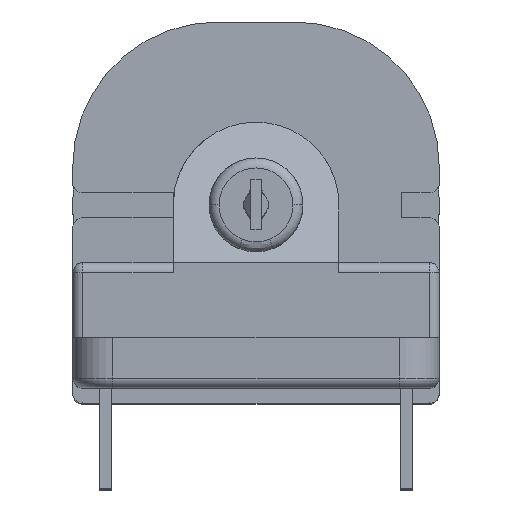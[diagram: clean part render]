
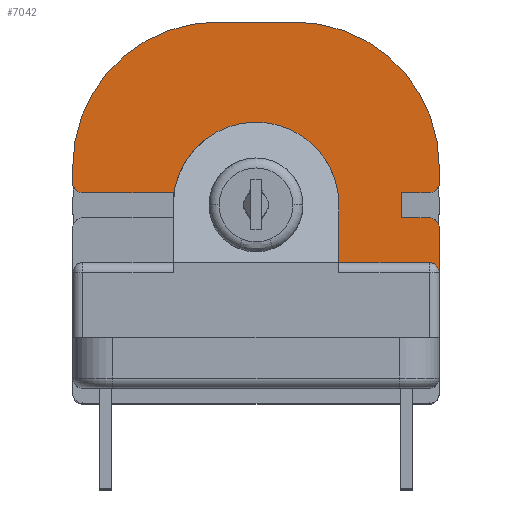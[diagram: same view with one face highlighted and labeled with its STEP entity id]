
A CAD part, top view. The second image highlights one B-rep face of the part: STEP entity #7042.
In plain terms, the highlighted planar face has unit normal (0, 0, 1).
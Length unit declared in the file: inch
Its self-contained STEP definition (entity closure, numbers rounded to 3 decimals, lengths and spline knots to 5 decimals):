
#174 = CARTESIAN_POINT ( 'NONE',  ( -0.365, 0.045, 0.9 ) ) ;
#177 = CARTESIAN_POINT ( 'NONE',  ( 0.077, 0.365, 0.9 ) ) ;
#180 = CARTESIAN_POINT ( 'NONE',  ( -0.365, 0.077, 0.9 ) ) ;
#182 = CARTESIAN_POINT ( 'NONE',  ( 0.365, 0.045, 0.9 ) ) ;
#185 = CARTESIAN_POINT ( 'NONE',  ( -0.077, 0.365, 0.9 ) ) ;
#195 = CARTESIAN_POINT ( 'NONE',  ( 0.365, -0.135, 0.9 ) ) ;
#203 = CARTESIAN_POINT ( 'NONE',  ( 0.365, 0.077, 0.9 ) ) ;
#209 = CARTESIAN_POINT ( 'NONE',  ( -0.345, 0.025, 0.9 ) ) ;
#310 = CARTESIAN_POINT ( 'NONE',  ( 0.29, -0.025, 0.9 ) ) ;
#312 = CARTESIAN_POINT ( 'NONE',  ( 0.29, 0.025, 0.9 ) ) ;
#371 = CARTESIAN_POINT ( 'NONE',  ( 0.365, -0.045, 0.9 ) ) ;
#419 = CARTESIAN_POINT ( 'NONE',  ( 0.345, -0.025, 0.9 ) ) ;
#917 = CARTESIAN_POINT ( 'NONE',  ( 0.345, 0.025, 0.9 ) ) ;
#922 = CARTESIAN_POINT ( 'NONE',  ( -0.165, 0.025, 0.9 ) ) ;
#933 = CARTESIAN_POINT ( 'NONE',  ( 0.165, -0.115, 0.9 ) ) ;
#938 = CARTESIAN_POINT ( 'NONE',  ( -0.165, 0., 0.9 ) ) ;
#958 = CARTESIAN_POINT ( 'NONE',  ( 0.165, 0., 0.9 ) ) ;
#1034 = CARTESIAN_POINT ( 'NONE',  ( 0.345, -0.115, 0.9 ) ) ;
#1456 = DIRECTION ( 'NONE',  ( 0., 1., 0. ) ) ;
#1457 = CARTESIAN_POINT ( 'NONE',  ( 0.365, -0.025, 0.9 ) ) ;
#2012 = PLANE ( 'NONE',  #6759 ) ;
#2032 = CARTESIAN_POINT ( 'NONE',  ( 0.077, 0.077, 0.9 ) ) ;
#2078 = DIRECTION ( 'NONE',  ( 0., 0., 1. ) ) ;
#2079 = DIRECTION ( 'NONE',  ( 1., 0., 0. ) ) ;
#2267 = AXIS2_PLACEMENT_3D ( 'NONE', #4034, #4027, #4026 ) ;
#2278 = AXIS2_PLACEMENT_3D ( 'NONE', #4037, #4030, #4029 ) ;
#2285 = AXIS2_PLACEMENT_3D ( 'NONE', #4044, #4033, #4032 ) ;
#2395 = AXIS2_PLACEMENT_3D ( 'NONE', #3773, #3764, #3763 ) ;
#2417 = AXIS2_PLACEMENT_3D ( 'NONE', #4057, #4036, #4035 ) ;
#2451 = EDGE_CURVE ( 'NONE', #4989, #4986, #6065, .T. ) ;
#2711 = EDGE_CURVE ( 'NONE', #4993, #4992, #5635, .T. ) ;
#2712 = EDGE_CURVE ( 'NONE', #4987, #4980, #5664, .T. ) ;
#2714 = EDGE_CURVE ( 'NONE', #4991, #4978, #5630, .T. ) ;
#2715 = EDGE_CURVE ( 'NONE', #4670, #4987, #5626, .T. ) ;
#2716 = EDGE_CURVE ( 'NONE', #4980, #4989, #5624, .T. ) ;
#2717 = EDGE_CURVE ( 'NONE', #4663, #4662, #5619, .T. ) ;
#2718 = EDGE_CURVE ( 'NONE', #4664, #4663, #5636, .T. ) ;
#2721 = EDGE_CURVE ( 'NONE', #4978, #4669, #5631, .T. ) ;
#2723 = EDGE_CURVE ( 'NONE', #4996, #4670, #5602, .T. ) ;
#2727 = EDGE_CURVE ( 'NONE', #4669, #4662, #5588, .T. ) ;
#2729 = EDGE_CURVE ( 'NONE', #4665, #4664, #5585, .T. ) ;
#2737 = EDGE_CURVE ( 'NONE', #4986, #4988, #5549, .T. ) ;
#2823 = EDGE_CURVE ( 'NONE', #4995, #4996, #5417, .T. ) ;
#2825 = EDGE_CURVE ( 'NONE', #4665, #4982, #5403, .T. ) ;
#2851 = EDGE_CURVE ( 'NONE', #4988, #4991, #5377, .T. ) ;
#2867 = EDGE_CURVE ( 'NONE', #4992, #4995, #5289, .T. ) ;
#2985 = EDGE_CURVE ( 'NONE', #4982, #4993, #5217, .T. ) ;
#2992 = AXIS2_PLACEMENT_3D ( 'NONE', #3981, #3961, #3960 ) ;
#3014 = AXIS2_PLACEMENT_3D ( 'NONE', #4053, #4043, #4042 ) ;
#3223 = EDGE_LOOP ( 'NONE', ( #7914, #7920, #7398, #7400, #7396, #7407, #7406, #7403, #7401, #7399, #7405, #7901, #7916, #7918, #7902, #7909, #7704, #7757 ) ) ;
#3519 = DIRECTION ( 'NONE',  ( -1., 0., 0. ) ) ;
#3523 = CARTESIAN_POINT ( 'NONE',  ( 0.365, -0.025, 0.9 ) ) ;
#3646 = DIRECTION ( 'NONE',  ( 0., -1., 0. ) ) ;
#3648 = CARTESIAN_POINT ( 'NONE',  ( -0.365, 0.077, 0.9 ) ) ;
#3763 = DIRECTION ( 'NONE',  ( 1., 0., 0. ) ) ;
#3764 = DIRECTION ( 'NONE',  ( 0., 0., -1. ) ) ;
#3767 = DIRECTION ( 'NONE',  ( 0., 1., 0. ) ) ;
#3768 = CARTESIAN_POINT ( 'NONE',  ( 0.29, 0.025, 0.9 ) ) ;
#3773 = CARTESIAN_POINT ( 'NONE',  ( 0.345, -0.135, 0.9 ) ) ;
#3954 = DIRECTION ( 'NONE',  ( -1., 0., 0. ) ) ;
#3960 = DIRECTION ( 'NONE',  ( -1., 0., 0. ) ) ;
#3961 = DIRECTION ( 'NONE',  ( 0., 0., 1. ) ) ;
#3981 = CARTESIAN_POINT ( 'NONE',  ( -0.077, 0.077, 0.9 ) ) ;
#3983 = CARTESIAN_POINT ( 'NONE',  ( -0.077, 0.365, 0.9 ) ) ;
#3995 = DIRECTION ( 'NONE',  ( -1., 0., 0. ) ) ;
#3996 = CARTESIAN_POINT ( 'NONE',  ( 0.165, -0.115, 0.9 ) ) ;
#3999 = DIRECTION ( 'NONE',  ( 0., -1., 0. ) ) ;
#4000 = CARTESIAN_POINT ( 'NONE',  ( -0.165, 0.025, 0.9 ) ) ;
#4011 = DIRECTION ( 'NONE',  ( 1., 0., 0. ) ) ;
#4012 = CARTESIAN_POINT ( 'NONE',  ( 0.365, 0.025, 0.9 ) ) ;
#4015 = DIRECTION ( 'NONE',  ( 1., 0., 0. ) ) ;
#4016 = CARTESIAN_POINT ( 'NONE',  ( -0.165, 0.025, 0.9 ) ) ;
#4024 = DIRECTION ( 'NONE',  ( 0., 1., 0. ) ) ;
#4025 = CARTESIAN_POINT ( 'NONE',  ( 0.165, 0., 0.9 ) ) ;
#4026 = DIRECTION ( 'NONE',  ( 1., 0., 0. ) ) ;
#4027 = DIRECTION ( 'NONE',  ( 0., 0., 1. ) ) ;
#4029 = DIRECTION ( 'NONE',  ( 1., 0., 0. ) ) ;
#4030 = DIRECTION ( 'NONE',  ( 0., 0., 1. ) ) ;
#4032 = DIRECTION ( 'NONE',  ( 1., 0., 0. ) ) ;
#4033 = DIRECTION ( 'NONE',  ( 0., 0., 1. ) ) ;
#4034 = CARTESIAN_POINT ( 'NONE',  ( 0., 0., 0.9 ) ) ;
#4035 = DIRECTION ( 'NONE',  ( 1., 0., 0. ) ) ;
#4036 = DIRECTION ( 'NONE',  ( 0., 0., 1. ) ) ;
#4037 = CARTESIAN_POINT ( 'NONE',  ( 0.077, 0.077, 0.9 ) ) ;
#4040 = DIRECTION ( 'NONE',  ( 0., 1., 0. ) ) ;
#4041 = CARTESIAN_POINT ( 'NONE',  ( 0.365, 0.077, 0.9 ) ) ;
#4042 = DIRECTION ( 'NONE',  ( 1., 0., 0. ) ) ;
#4043 = DIRECTION ( 'NONE',  ( 0., 0., 1. ) ) ;
#4044 = CARTESIAN_POINT ( 'NONE',  ( 0.345, 0.045, 0.9 ) ) ;
#4053 = CARTESIAN_POINT ( 'NONE',  ( 0.345, -0.045, 0.9 ) ) ;
#4057 = CARTESIAN_POINT ( 'NONE',  ( -0.345, 0.045, 0.9 ) ) ;
#4662 = VERTEX_POINT ( 'NONE', #938 ) ;
#4663 = VERTEX_POINT ( 'NONE', #958 ) ;
#4664 = VERTEX_POINT ( 'NONE', #933 ) ;
#4665 = VERTEX_POINT ( 'NONE', #1034 ) ;
#4669 = VERTEX_POINT ( 'NONE', #922 ) ;
#4670 = VERTEX_POINT ( 'NONE', #917 ) ;
#4978 = VERTEX_POINT ( 'NONE', #209 ) ;
#4980 = VERTEX_POINT ( 'NONE', #203 ) ;
#4982 = VERTEX_POINT ( 'NONE', #195 ) ;
#4986 = VERTEX_POINT ( 'NONE', #185 ) ;
#4987 = VERTEX_POINT ( 'NONE', #182 ) ;
#4988 = VERTEX_POINT ( 'NONE', #180 ) ;
#4989 = VERTEX_POINT ( 'NONE', #177 ) ;
#4991 = VERTEX_POINT ( 'NONE', #174 ) ;
#4992 = VERTEX_POINT ( 'NONE', #419 ) ;
#4993 = VERTEX_POINT ( 'NONE', #371 ) ;
#4995 = VERTEX_POINT ( 'NONE', #310 ) ;
#4996 = VERTEX_POINT ( 'NONE', #312 ) ;
#5213 = VECTOR ( 'NONE', #1456, 39.37008 ) ;
#5217 = LINE ( 'NONE', #1457, #5213 ) ;
#5285 = VECTOR ( 'NONE', #3519, 39.37008 ) ;
#5289 = LINE ( 'NONE', #3523, #5285 ) ;
#5347 = VECTOR ( 'NONE', #3646, 39.37008 ) ;
#5377 = LINE ( 'NONE', #3648, #5347 ) ;
#5403 = CIRCLE ( 'NONE', #2395, 0.02 ) ;
#5412 = VECTOR ( 'NONE', #3767, 39.37008 ) ;
#5417 = LINE ( 'NONE', #3768, #5412 ) ;
#5549 = CIRCLE ( 'NONE', #2992, 0.288 ) ;
#5584 = VECTOR ( 'NONE', #3995, 39.37008 ) ;
#5585 = LINE ( 'NONE', #3996, #5584 ) ;
#5587 = VECTOR ( 'NONE', #3999, 39.37008 ) ;
#5588 = LINE ( 'NONE', #4000, #5587 ) ;
#5601 = VECTOR ( 'NONE', #4011, 39.37008 ) ;
#5602 = LINE ( 'NONE', #4012, #5601 ) ;
#5619 = CIRCLE ( 'NONE', #2267, 0.165 ) ;
#5623 = VECTOR ( 'NONE', #4015, 39.37008 ) ;
#5624 = CIRCLE ( 'NONE', #2278, 0.288 ) ;
#5625 = VECTOR ( 'NONE', #4024, 39.37008 ) ;
#5626 = CIRCLE ( 'NONE', #2285, 0.02 ) ;
#5630 = CIRCLE ( 'NONE', #2417, 0.02 ) ;
#5631 = LINE ( 'NONE', #4016, #5623 ) ;
#5635 = CIRCLE ( 'NONE', #3014, 0.02 ) ;
#5636 = LINE ( 'NONE', #4025, #5625 ) ;
#5664 = LINE ( 'NONE', #4041, #5679 ) ;
#5679 = VECTOR ( 'NONE', #4040, 39.37008 ) ;
#6064 = VECTOR ( 'NONE', #3954, 39.37008 ) ;
#6065 = LINE ( 'NONE', #3983, #6064 ) ;
#6162 = FACE_OUTER_BOUND ( 'NONE', #3223, .T. ) ;
#6759 = AXIS2_PLACEMENT_3D ( 'NONE', #2032, #2078, #2079 ) ;
#7042 = ADVANCED_FACE ( 'NONE', ( #6162 ), #2012, .T. ) ;
#7396 = ORIENTED_EDGE ( 'NONE', *, *, #2723, .T. ) ;
#7398 = ORIENTED_EDGE ( 'NONE', *, *, #2867, .T. ) ;
#7399 = ORIENTED_EDGE ( 'NONE', *, *, #2737, .T. ) ;
#7400 = ORIENTED_EDGE ( 'NONE', *, *, #2823, .T. ) ;
#7401 = ORIENTED_EDGE ( 'NONE', *, *, #2451, .T. ) ;
#7403 = ORIENTED_EDGE ( 'NONE', *, *, #2716, .T. ) ;
#7405 = ORIENTED_EDGE ( 'NONE', *, *, #2851, .T. ) ;
#7406 = ORIENTED_EDGE ( 'NONE', *, *, #2712, .T. ) ;
#7407 = ORIENTED_EDGE ( 'NONE', *, *, #2715, .T. ) ;
#7704 = ORIENTED_EDGE ( 'NONE', *, *, #2729, .F. ) ;
#7757 = ORIENTED_EDGE ( 'NONE', *, *, #2825, .T. ) ;
#7901 = ORIENTED_EDGE ( 'NONE', *, *, #2714, .T. ) ;
#7902 = ORIENTED_EDGE ( 'NONE', *, *, #2717, .F. ) ;
#7909 = ORIENTED_EDGE ( 'NONE', *, *, #2718, .F. ) ;
#7914 = ORIENTED_EDGE ( 'NONE', *, *, #2985, .T. ) ;
#7916 = ORIENTED_EDGE ( 'NONE', *, *, #2721, .T. ) ;
#7918 = ORIENTED_EDGE ( 'NONE', *, *, #2727, .T. ) ;
#7920 = ORIENTED_EDGE ( 'NONE', *, *, #2711, .T. ) ;
